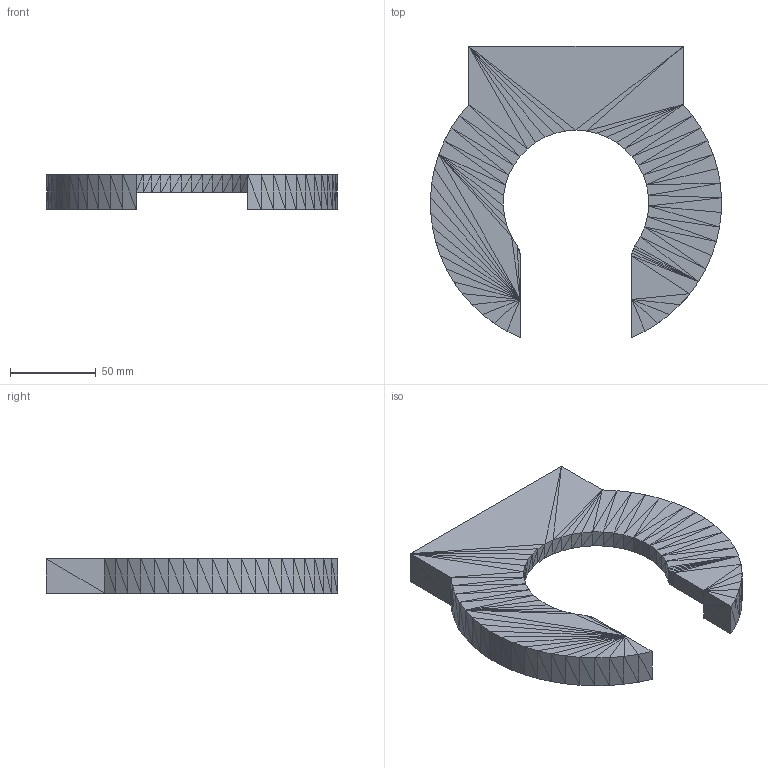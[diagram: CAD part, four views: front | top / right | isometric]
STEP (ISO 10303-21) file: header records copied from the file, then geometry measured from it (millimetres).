
FILE_DESCRIPTION (( 'STEP AP214' ), '1' );
FILE_NAME ('Knee_Calibration_Qty2.STEP', '2025-11-26T06:53:59', ( '' ), ( '' ), 'SwSTEP 2.0', 'SolidWorks 2021', '' );
FILE_SCHEMA (( 'AUTOMOTIVE_DESIGN' ));
Length unit declared in the file: millimetre
Products named in the file (1): ϥǱ궨
Bounding box: 169.89 x 169.97 x 19.91 mm (x, y, z)
Volume: 231382.7 mm3; surface area: 48061.1 mm2
Topology: 1 solids, 1 shells, 512 faces, 768 edges, 258 vertices
Faces by surface type: plane 512
Entity records: 10030 total; most frequent: DIRECTION 1794, CARTESIAN_POINT 1539, ORIENTED_EDGE 1536, LINE 768, EDGE_CURVE 768, VECTOR 768, AXIS2_PLACEMENT_3D 513, PLANE 512
